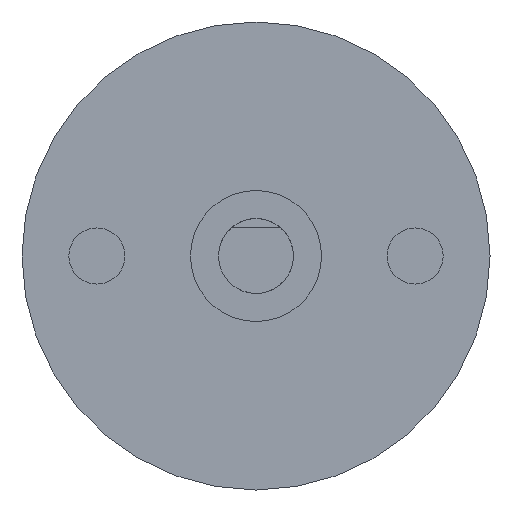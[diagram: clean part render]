
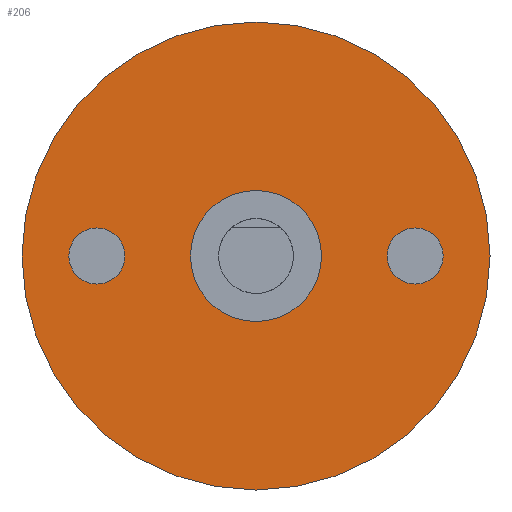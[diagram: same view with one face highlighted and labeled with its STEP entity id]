
A CAD part, front view. The second image highlights one B-rep face of the part: STEP entity #206.
In plain terms, the highlighted planar face has unit normal (0, -1, 0).
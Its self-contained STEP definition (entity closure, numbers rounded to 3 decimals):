
#17=FACE_BOUND('',#61,.T.);
#18=FACE_BOUND('',#62,.T.);
#19=FACE_BOUND('',#63,.T.);
#28=PLANE('',#249);
#43=FACE_OUTER_BOUND('',#60,.T.);
#60=EDGE_LOOP('',(#182));
#61=EDGE_LOOP('',(#183));
#62=EDGE_LOOP('',(#184));
#63=EDGE_LOOP('',(#185));
#87=CIRCLE('',#227,1.5);
#89=CIRCLE('',#231,1.5);
#96=CIRCLE('',#244,3.5);
#97=CIRCLE('',#247,12.5);
#101=VERTEX_POINT('',#331);
#103=VERTEX_POINT('',#338);
#112=VERTEX_POINT('',#366);
#113=VERTEX_POINT('',#371);
#118=EDGE_CURVE('',#101,#101,#87,.T.);
#121=EDGE_CURVE('',#103,#103,#89,.T.);
#135=EDGE_CURVE('',#112,#112,#96,.T.);
#137=EDGE_CURVE('',#113,#113,#97,.T.);
#182=ORIENTED_EDGE('',*,*,#137,.F.);
#183=ORIENTED_EDGE('',*,*,#118,.T.);
#184=ORIENTED_EDGE('',*,*,#121,.T.);
#185=ORIENTED_EDGE('',*,*,#135,.T.);
#206=ADVANCED_FACE('',(#43,#17,#18,#19),#28,.F.);
#227=AXIS2_PLACEMENT_3D('',#332,#265,#266);
#231=AXIS2_PLACEMENT_3D('',#339,#274,#275);
#244=AXIS2_PLACEMENT_3D('',#368,#307,#308);
#247=AXIS2_PLACEMENT_3D('',#373,#314,#315);
#249=AXIS2_PLACEMENT_3D('',#375,#318,#319);
#265=DIRECTION('center_axis',(0.,1.,0.));
#266=DIRECTION('ref_axis',(1.,0.,0.));
#274=DIRECTION('center_axis',(0.,1.,0.));
#275=DIRECTION('ref_axis',(1.,0.,0.));
#307=DIRECTION('center_axis',(0.,1.,0.));
#308=DIRECTION('ref_axis',(1.,0.,0.));
#314=DIRECTION('center_axis',(0.,1.,0.));
#315=DIRECTION('ref_axis',(1.,0.,0.));
#318=DIRECTION('center_axis',(0.,1.,0.));
#319=DIRECTION('ref_axis',(1.,0.,0.));
#331=CARTESIAN_POINT('',(-10.,0.,0.));
#332=CARTESIAN_POINT('Origin',(-8.5,0.,0.));
#338=CARTESIAN_POINT('',(7.,0.,0.));
#339=CARTESIAN_POINT('Origin',(8.5,0.,0.));
#366=CARTESIAN_POINT('',(-3.5,0.,0.));
#368=CARTESIAN_POINT('Origin',(0.,0.,0.));
#371=CARTESIAN_POINT('',(-12.5,0.,0.));
#373=CARTESIAN_POINT('Origin',(0.,0.,0.));
#375=CARTESIAN_POINT('Origin',(0.,0.,0.));
